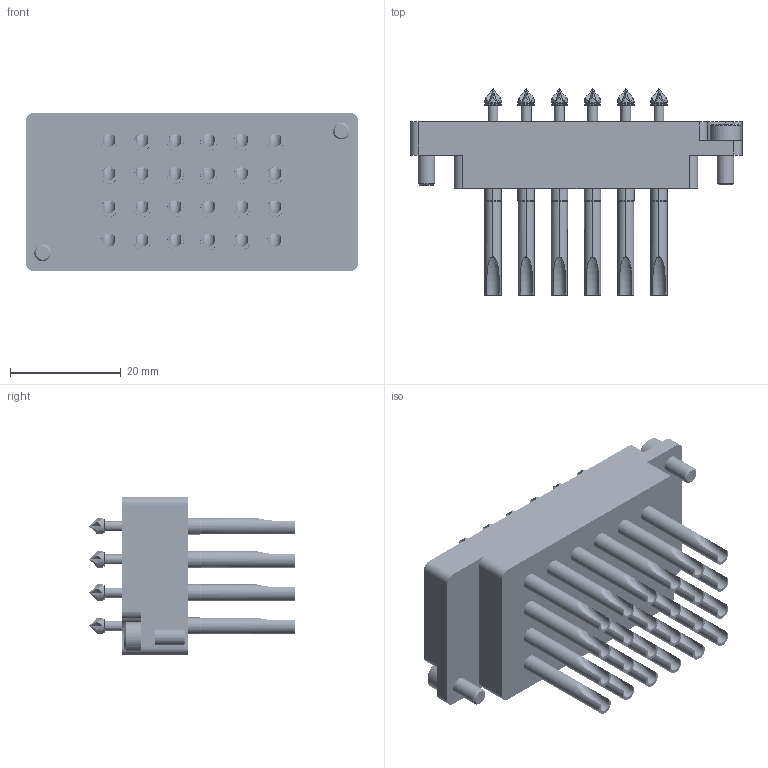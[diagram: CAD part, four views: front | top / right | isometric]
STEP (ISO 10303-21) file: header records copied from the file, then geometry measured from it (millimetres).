
FILE_DESCRIPTION (( 'STEP AP203' ), '1' );
FILE_NAME ('INGUN_27628.STEP', '2023-05-10T11:23:35', ( '' ), ( '' ), 'SwSTEP 2.0', 'SolidWorks 2021', '' );
FILE_SCHEMA (( 'CONFIG_CONTROL_DESIGN' ));
Length unit declared in the file: millimetre
Products named in the file (7): INFO_4641~0_SBP-T_Kontaktierung-Seite<S>; DIN912~n_M03,0x008; KS-113-Master__ADA~ks_KS-113 30 M2-R; 27627~6; INGUN_27628; HSS-120-0081__ADA~hss_S; 27627~6_S
Assembly tree (53 placements, depth 3):
  INGUN_27628
    27627~6_S
      27627~6
      INFO_4641~0_SBP-T_Kontaktierung-Seite<S>
    KS-113-Master__ADA~ks_KS-113 30 M2-R  x24
    HSS-120-0081__ADA~hss_S  x24
    DIN912~n_M03,0x008  x2
Bounding box: 60 x 37.3 x 28.7 mm (x, y, z)
Volume: 19665.6 mm3; surface area: 20136 mm2
Topology: 115 solids, 115 shells, 8399 faces, 19756 edges, 11784 vertices
Faces by surface type: plane 5985, cylinder 1720, bspline 374, torus 168, cone 152
Entity records: 26909 total; most frequent: CARTESIAN_POINT 9071, ORIENTED_EDGE 3306, DIRECTION 3198, EDGE_CURVE 1653, AXIS2_PLACEMENT_3D 1114, VERTEX_POINT 1043, VECTOR 970, LINE 970
